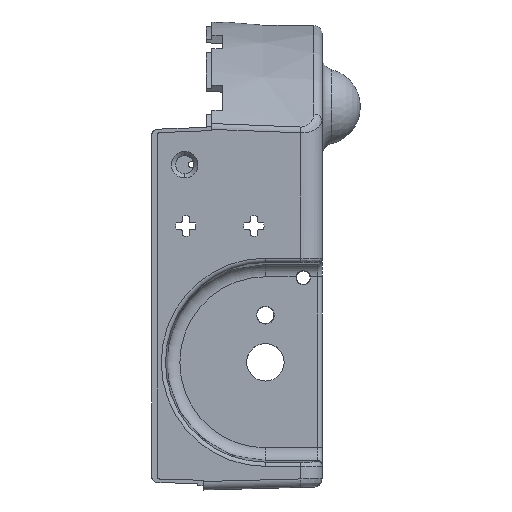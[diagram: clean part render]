
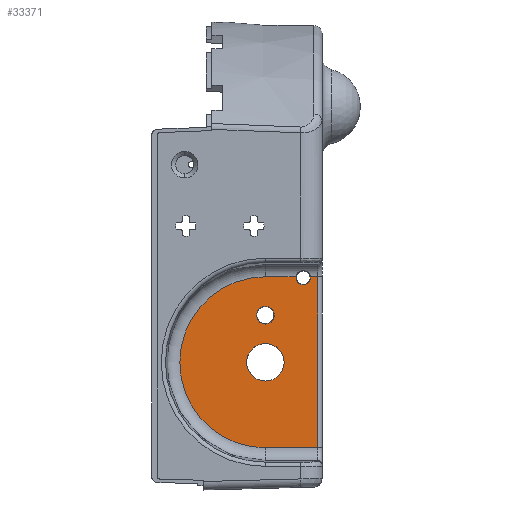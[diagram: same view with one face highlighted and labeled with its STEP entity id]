
A CAD part, left-side view. The second image highlights one B-rep face of the part: STEP entity #33371.
In plain terms, the highlighted planar face has unit normal (-1, 0, 0).
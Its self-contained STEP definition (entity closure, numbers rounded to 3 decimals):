
#11270=CARTESIAN_POINT('',(-37.9,13.3,-13.95));
#11271=DIRECTION('',(1.,0.,0.));
#11272=DIRECTION('',(0.,0.,-1.));
#11273=AXIS2_PLACEMENT_3D('',#11270,#11271,#11272);
#11278=CARTESIAN_POINT('',(-37.9,13.3,-13.95));
#11279=DIRECTION('',(1.,0.,0.));
#11280=DIRECTION('',(0.,0.,1.));
#11281=AXIS2_PLACEMENT_3D('',#11278,#11279,#11280);
#11286=CARTESIAN_POINT('',(-37.9,4.4,-5.15));
#11287=DIRECTION('',(1.,0.,0.));
#11288=DIRECTION('',(0.,-0.991,0.136));
#11289=AXIS2_PLACEMENT_3D('',#11286,#11287,#11288);
#11294=DIRECTION('',(0.,-1.,0.));
#11295=VECTOR('',#11294,1.74);
#11296=CARTESIAN_POINT('',(-37.9,2.74,-4.922));
#11297=LINE('',#11296,#11295);
#11301=DIRECTION('',(0.,0.,-1.));
#11302=VECTOR('',#11301,40.155);
#11303=CARTESIAN_POINT('',(-37.9,1.,-4.922));
#11304=LINE('',#11303,#11302);
#11308=DIRECTION('',(0.,1.,0.));
#11309=VECTOR('',#11308,12.3);
#11310=CARTESIAN_POINT('',(-37.9,1.,-45.078));
#11311=LINE('',#11310,#11309);
#11315=CARTESIAN_POINT('',(-37.9,13.3,-25.));
#11316=DIRECTION('',(1.,0.,0.));
#11317=DIRECTION('',(0.,0.,-1.));
#11318=AXIS2_PLACEMENT_3D('',#11315,#11316,#11317);
#11323=DIRECTION('',(0.,-1.,0.));
#11324=VECTOR('',#11323,7.24);
#11325=CARTESIAN_POINT('',(-37.9,13.3,-4.922));
#11326=LINE('',#11325,#11324);
#11330=CARTESIAN_POINT('',(-37.9,4.4,-5.15));
#11331=DIRECTION('',(1.,0.,0.));
#11332=DIRECTION('',(0.,0.,-1.));
#11333=AXIS2_PLACEMENT_3D('',#11330,#11331,#11332);
#11338=CARTESIAN_POINT('',(-37.9,13.3,-25.));
#11339=DIRECTION('',(1.,0.,0.));
#11340=DIRECTION('',(0.,0.,-1.));
#11341=AXIS2_PLACEMENT_3D('',#11338,#11339,#11340);
#11346=CARTESIAN_POINT('',(-37.9,13.3,-25.));
#11347=DIRECTION('',(1.,0.,0.));
#11348=DIRECTION('',(0.,0.,1.));
#11349=AXIS2_PLACEMENT_3D('',#11346,#11347,#11348);
#20817=CARTESIAN_POINT('',(-37.9,1.,-4.922));
#20818=CARTESIAN_POINT('',(-37.9,1.,-45.078));
#20819=VERTEX_POINT('',#20817);
#20820=VERTEX_POINT('',#20818);
#20837=CARTESIAN_POINT('',(-37.9,13.3,-45.078));
#20838=CARTESIAN_POINT('',(-37.9,13.3,-4.922));
#20839=VERTEX_POINT('',#20837);
#20840=VERTEX_POINT('',#20838);
#21464=CARTESIAN_POINT('',(-37.9,13.3,-16.026));
#21465=CARTESIAN_POINT('',(-37.9,13.3,-11.874));
#21466=VERTEX_POINT('',#21464);
#21467=VERTEX_POINT('',#21465);
#21472=CARTESIAN_POINT('',(-37.9,2.74,-4.922));
#21473=CARTESIAN_POINT('',(-37.9,4.4,-6.826));
#21474=VERTEX_POINT('',#21472);
#21475=VERTEX_POINT('',#21473);
#21476=CARTESIAN_POINT('',(-37.9,6.06,-4.922));
#21477=VERTEX_POINT('',#21476);
#23220=CARTESIAN_POINT('',(-37.9,13.3,-29.4));
#23221=CARTESIAN_POINT('',(-37.9,13.3,-20.6));
#23222=VERTEX_POINT('',#23220);
#23223=VERTEX_POINT('',#23221);
#33339=CARTESIAN_POINT('',(-37.9,0.,0.));
#33340=DIRECTION('',(-1.,0.,0.));
#33341=DIRECTION('',(0.,0.,1.));
#33342=AXIS2_PLACEMENT_3D('',#33339,#33340,#33341);
#33343=PLANE('',#33342);
#33345=ORIENTED_EDGE('',*,*,#33344,.F.);
#33347=ORIENTED_EDGE('',*,*,#33346,.T.);
#33349=ORIENTED_EDGE('',*,*,#33348,.T.);
#33351=ORIENTED_EDGE('',*,*,#33350,.T.);
#33353=ORIENTED_EDGE('',*,*,#33352,.T.);
#33355=ORIENTED_EDGE('',*,*,#33354,.T.);
#33357=ORIENTED_EDGE('',*,*,#33356,.F.);
#33358=EDGE_LOOP('',(#33345,#33347,#33349,#33351,#33353,#33355,#33357));
#33359=FACE_OUTER_BOUND('',#33358,.F.);
#33360=ORIENTED_EDGE('',*,*,#33329,.F.);
#33362=ORIENTED_EDGE('',*,*,#33361,.F.);
#33363=EDGE_LOOP('',(#33360,#33362));
#33364=FACE_BOUND('',#33363,.F.);
#33366=ORIENTED_EDGE('',*,*,#33365,.F.);
#33368=ORIENTED_EDGE('',*,*,#33367,.F.);
#33369=EDGE_LOOP('',(#33366,#33368));
#33370=FACE_BOUND('',#33369,.F.);
#33371=ADVANCED_FACE('',(#33359,#33364,#33370),#33343,.T.);
#11274=CIRCLE('',#11273,2.076);
#11282=CIRCLE('',#11281,2.076);
#11290=CIRCLE('',#11289,1.676);
#11319=CIRCLE('',#11318,20.078);
#11334=CIRCLE('',#11333,1.676);
#11342=CIRCLE('',#11341,4.4);
#11350=CIRCLE('',#11349,4.4);
#33329=EDGE_CURVE('',#21466,#21467,#11274,.T.);
#33344=EDGE_CURVE('',#21474,#21475,#11290,.T.);
#33346=EDGE_CURVE('',#21474,#20819,#11297,.T.);
#33348=EDGE_CURVE('',#20819,#20820,#11304,.T.);
#33350=EDGE_CURVE('',#20820,#20839,#11311,.T.);
#33352=EDGE_CURVE('',#20839,#20840,#11319,.T.);
#33354=EDGE_CURVE('',#20840,#21477,#11326,.T.);
#33356=EDGE_CURVE('',#21475,#21477,#11334,.T.);
#33361=EDGE_CURVE('',#21467,#21466,#11282,.T.);
#33365=EDGE_CURVE('',#23222,#23223,#11342,.T.);
#33367=EDGE_CURVE('',#23223,#23222,#11350,.T.);
